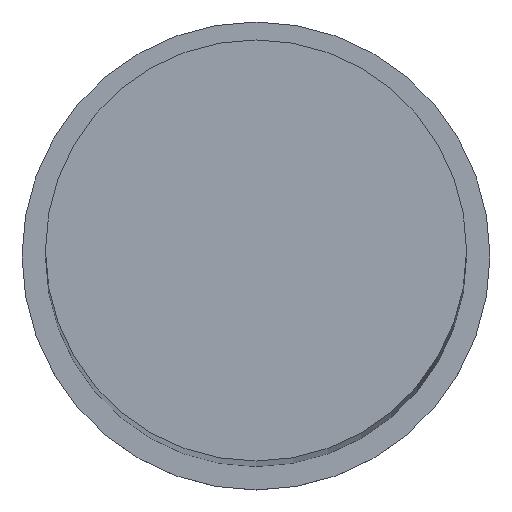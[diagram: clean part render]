
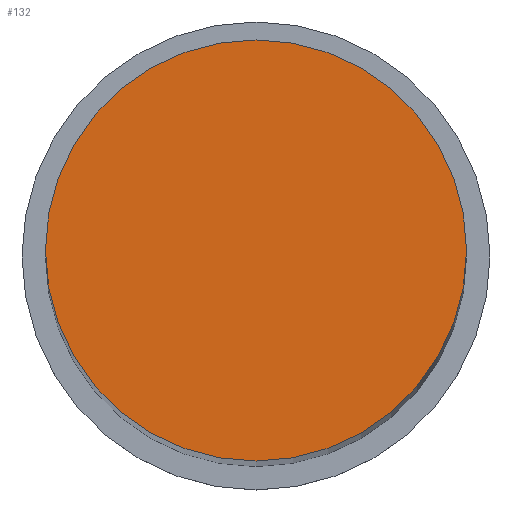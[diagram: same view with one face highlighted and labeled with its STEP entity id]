
A CAD part, top view. The second image highlights one B-rep face of the part: STEP entity #132.
In plain terms, the highlighted planar face has unit normal (0, 0, 1).
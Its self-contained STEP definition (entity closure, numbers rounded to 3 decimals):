
#41 = EDGE_LOOP ( 'NONE', ( #404, #568 ) ) ;
#44 = CIRCLE ( 'NONE', #561, 20. ) ;
#50 = EDGE_CURVE ( 'NONE', #182, #354, #104, .T. ) ;
#53 = DIRECTION ( 'NONE',  ( -1., 0., 0. ) ) ;
#104 = CIRCLE ( 'NONE', #506, 20. ) ;
#105 = DIRECTION ( 'NONE',  ( 1., 0., 0. ) ) ;
#125 = EDGE_CURVE ( 'NONE', #354, #182, #44, .T. ) ;
#132 = ADVANCED_FACE ( 'NONE', ( #538 ), #263, .T. ) ;
#182 = VERTEX_POINT ( 'NONE', #260 ) ;
#194 = DIRECTION ( 'NONE',  ( 0., 0., -1. ) ) ;
#197 = DIRECTION ( 'NONE',  ( -1., 0., 0. ) ) ;
#260 = CARTESIAN_POINT ( 'NONE',  ( -20., 0., 302. ) ) ;
#263 = PLANE ( 'NONE',  #280 ) ;
#280 = AXIS2_PLACEMENT_3D ( 'NONE', #352, #300, #105 ) ;
#300 = DIRECTION ( 'NONE',  ( 0., 0., 1. ) ) ;
#350 = DIRECTION ( 'NONE',  ( 0., 0., -1. ) ) ;
#352 = CARTESIAN_POINT ( 'NONE',  ( 0., 20., 302. ) ) ;
#354 = VERTEX_POINT ( 'NONE', #462 ) ;
#400 = CARTESIAN_POINT ( 'NONE',  ( 0., 0., 302. ) ) ;
#404 = ORIENTED_EDGE ( 'NONE', *, *, #50, .F. ) ;
#462 = CARTESIAN_POINT ( 'NONE',  ( 20., 0., 302. ) ) ;
#487 = CARTESIAN_POINT ( 'NONE',  ( 0., 0., 302. ) ) ;
#506 = AXIS2_PLACEMENT_3D ( 'NONE', #487, #194, #197 ) ;
#538 = FACE_OUTER_BOUND ( 'NONE', #41, .T. ) ;
#561 = AXIS2_PLACEMENT_3D ( 'NONE', #400, #350, #53 ) ;
#568 = ORIENTED_EDGE ( 'NONE', *, *, #125, .F. ) ;
